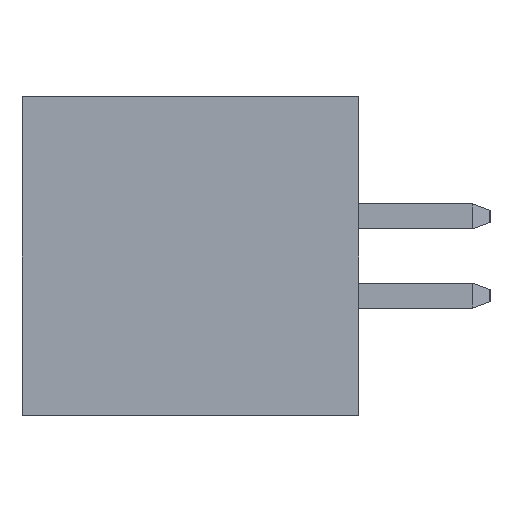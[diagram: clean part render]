
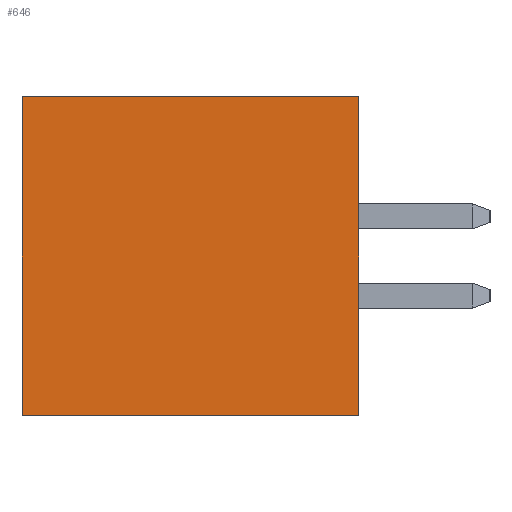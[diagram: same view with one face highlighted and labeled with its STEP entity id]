
A CAD part, left-side view. The second image highlights one B-rep face of the part: STEP entity #646.
In plain terms, the highlighted planar face has unit normal (-1, 0, 0).
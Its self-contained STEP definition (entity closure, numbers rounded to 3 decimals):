
#8 = LINE ( 'NONE', #1064, #1586 ) ;
#205 = EDGE_CURVE ( 'NONE', #3790, #4387, #8, .T. ) ;
#206 = ORIENTED_EDGE ( 'NONE', *, *, #642, .F. ) ;
#468 = VERTEX_POINT ( 'NONE', #2719 ) ;
#496 = FACE_OUTER_BOUND ( 'NONE', #2851, .T. ) ;
#562 = DIRECTION ( 'NONE',  ( 0., -1., 0. ) ) ;
#642 = EDGE_CURVE ( 'NONE', #2583, #4387, #1269, .T. ) ;
#646 = ADVANCED_FACE ( 'NONE', ( #496 ), #1969, .F. ) ;
#716 = DIRECTION ( 'NONE',  ( 0., 0., 1. ) ) ;
#765 = CARTESIAN_POINT ( 'NONE',  ( -8.23, 5.4, 2.55 ) ) ;
#848 = LINE ( 'NONE', #3352, #1916 ) ;
#1005 = CARTESIAN_POINT ( 'NONE',  ( -8.23, 5.4, -2.55 ) ) ;
#1064 = CARTESIAN_POINT ( 'NONE',  ( -8.23, 0., 2.55 ) ) ;
#1095 = ORIENTED_EDGE ( 'NONE', *, *, #2747, .F. ) ;
#1206 = CARTESIAN_POINT ( 'NONE',  ( -8.23, 5.4, 2.55 ) ) ;
#1269 = LINE ( 'NONE', #1992, #2302 ) ;
#1586 = VECTOR ( 'NONE', #716, 1000. ) ;
#1894 = DIRECTION ( 'NONE',  ( 1., 0., 0. ) ) ;
#1905 = DIRECTION ( 'NONE',  ( 0., 0., 1. ) ) ;
#1916 = VECTOR ( 'NONE', #1905, 1000. ) ;
#1962 = CARTESIAN_POINT ( 'NONE',  ( -8.23, 0., 2.55 ) ) ;
#1969 = PLANE ( 'NONE',  #3169 ) ;
#1981 = ORIENTED_EDGE ( 'NONE', *, *, #205, .T. ) ;
#1992 = CARTESIAN_POINT ( 'NONE',  ( -8.23, 5.4, 2.55 ) ) ;
#2093 = VECTOR ( 'NONE', #2333, 1000. ) ;
#2302 = VECTOR ( 'NONE', #562, 1000. ) ;
#2333 = DIRECTION ( 'NONE',  ( 0., -1., 0. ) ) ;
#2583 = VERTEX_POINT ( 'NONE', #765 ) ;
#2719 = CARTESIAN_POINT ( 'NONE',  ( -8.23, 5.4, -2.55 ) ) ;
#2747 = EDGE_CURVE ( 'NONE', #468, #2583, #848, .T. ) ;
#2851 = EDGE_LOOP ( 'NONE', ( #1981, #206, #1095, #3460 ) ) ;
#3008 = DIRECTION ( 'NONE',  ( 0., 0., -1. ) ) ;
#3039 = LINE ( 'NONE', #1005, #2093 ) ;
#3169 = AXIS2_PLACEMENT_3D ( 'NONE', #1206, #1894, #3008 ) ;
#3352 = CARTESIAN_POINT ( 'NONE',  ( -8.23, 5.4, 2.55 ) ) ;
#3460 = ORIENTED_EDGE ( 'NONE', *, *, #4262, .T. ) ;
#3511 = CARTESIAN_POINT ( 'NONE',  ( -8.23, 0., -2.55 ) ) ;
#3790 = VERTEX_POINT ( 'NONE', #3511 ) ;
#4262 = EDGE_CURVE ( 'NONE', #468, #3790, #3039, .T. ) ;
#4387 = VERTEX_POINT ( 'NONE', #1962 ) ;
